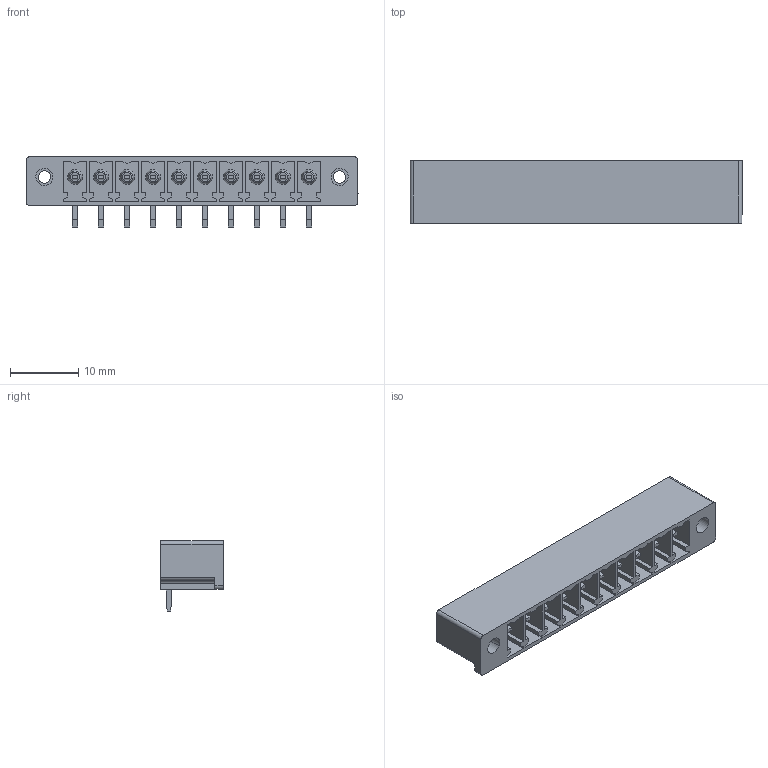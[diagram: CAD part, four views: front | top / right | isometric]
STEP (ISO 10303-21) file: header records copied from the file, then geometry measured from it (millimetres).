
FILE_DESCRIPTION(('CATIA V5 STEP Exchange','CAx-IF Rec.Pracs.--- Model Styling and Organization---1.2---2011-12-15'),'2;1');
FILE_NAME ('D1447395_0', '2018-10-12T07:24:09+00:00', ('none'), ('Weidmueller'), 'CATIA Version 5-6 Release 2014', 'CATIA V5 STEP AP214', 'none');
FILE_SCHEMA(('AUTOMOTIVE_DESIGN { 1 0 10303 214 1 1 1 1 }'));
Length unit declared in the file: millimetre
Products named in the file (1): 1037080000
Bounding box: 48.69 x 9.2 x 10.3 mm (x, y, z)
Volume: 1552.4 mm3; surface area: 4132.3 mm2
Topology: 11 solids, 11 shells, 678 faces, 1898 edges, 1264 vertices
Faces by surface type: plane 598, cylinder 36, cone 24, torus 20
Entity records: 19456 total; most frequent: ORIENTED_EDGE 3796, CARTESIAN_POINT 3460, DIRECTION 2474, EDGE_CURVE 1898, VECTOR 1742, LINE 1742, VERTEX_POINT 1264, EDGE_LOOP 724
